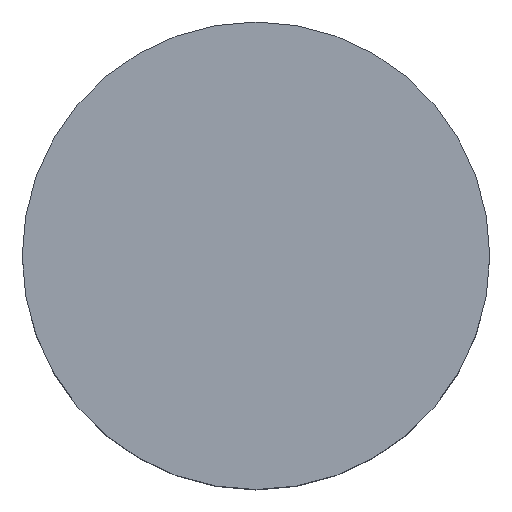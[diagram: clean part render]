
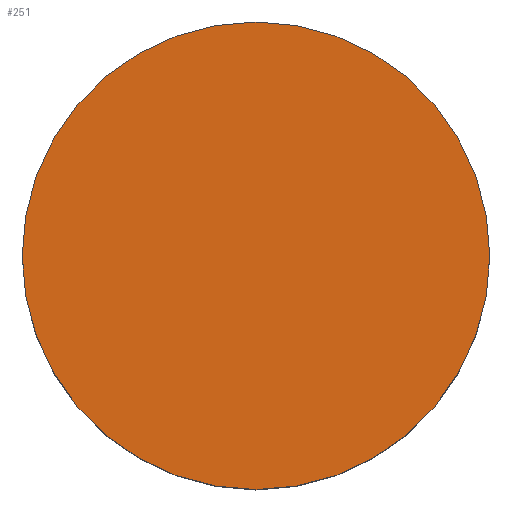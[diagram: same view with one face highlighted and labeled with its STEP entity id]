
A CAD part, top view. The second image highlights one B-rep face of the part: STEP entity #251.
In plain terms, the highlighted planar face has unit normal (0, 0, 1).
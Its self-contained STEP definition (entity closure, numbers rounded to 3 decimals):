
#21 = CIRCLE ( 'NONE', #193, 2. ) ;
#29 = CARTESIAN_POINT ( 'NONE',  ( 2., 0., 0. ) ) ;
#39 = PLANE ( 'NONE',  #111 ) ;
#43 = CARTESIAN_POINT ( 'NONE',  ( 0., 0., 0. ) ) ;
#64 = DIRECTION ( 'NONE',  ( 1., 0., 0. ) ) ;
#71 = CARTESIAN_POINT ( 'NONE',  ( 0., 0., 0. ) ) ;
#97 = DIRECTION ( 'NONE',  ( 1., 0., 0. ) ) ;
#102 = VERTEX_POINT ( 'NONE', #29 ) ;
#110 = EDGE_LOOP ( 'NONE', ( #297, #113 ) ) ;
#111 = AXIS2_PLACEMENT_3D ( 'NONE', #43, #150, #206 ) ;
#113 = ORIENTED_EDGE ( 'NONE', *, *, #119, .T. ) ;
#119 = EDGE_CURVE ( 'NONE', #325, #102, #21, .T. ) ;
#128 = AXIS2_PLACEMENT_3D ( 'NONE', #71, #236, #97 ) ;
#137 = CIRCLE ( 'NONE', #128, 2. ) ;
#150 = DIRECTION ( 'NONE',  ( 0., 0., 1. ) ) ;
#193 = AXIS2_PLACEMENT_3D ( 'NONE', #198, #305, #64 ) ;
#198 = CARTESIAN_POINT ( 'NONE',  ( 0., 0., 0. ) ) ;
#206 = DIRECTION ( 'NONE',  ( 1., 0., 0. ) ) ;
#213 = CARTESIAN_POINT ( 'NONE',  ( -2., 0., 0. ) ) ;
#215 = EDGE_CURVE ( 'NONE', #102, #325, #137, .T. ) ;
#236 = DIRECTION ( 'NONE',  ( 0., 0., 1. ) ) ;
#251 = ADVANCED_FACE ( 'NONE', ( #313 ), #39, .T. ) ;
#297 = ORIENTED_EDGE ( 'NONE', *, *, #215, .T. ) ;
#305 = DIRECTION ( 'NONE',  ( 0., 0., 1. ) ) ;
#313 = FACE_OUTER_BOUND ( 'NONE', #110, .T. ) ;
#325 = VERTEX_POINT ( 'NONE', #213 ) ;
